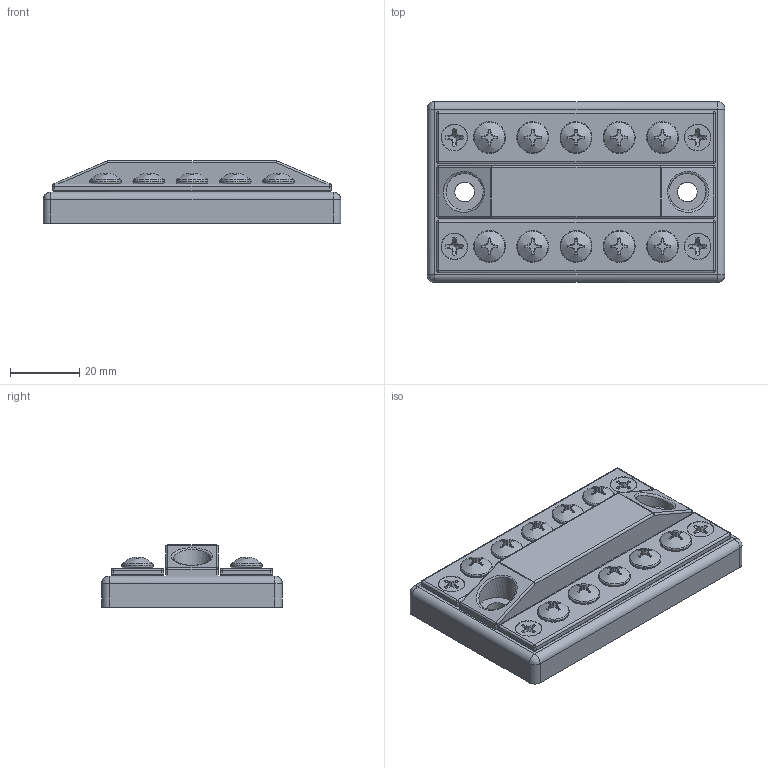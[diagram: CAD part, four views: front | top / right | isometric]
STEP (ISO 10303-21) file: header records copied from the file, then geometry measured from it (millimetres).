
FILE_DESCRIPTION(('FreeCAD Model'),'2;1');
FILE_NAME('Open CASCADE Shape Model','2025-05-03T05:02:02',('FreeCAD'),( 'FreeCAD'),'Open CASCADE STEP processor 7.6','FreeCAD','Unknown');
FILE_SCHEMA(('AUTOMOTIVE_DESIGN { 1 0 10303 214 1 1 1 1 }'));
Products named in the file (1): Open CASCADE STEP translator 7.6 1
Bounding box: 86.17 x 52.35 x 18.02 mm (x, y, z)
Volume: 54259.4 mm3; surface area: 25289.8 mm2
Topology: 17 solids, 17 shells, 1157 faces, 3130 edges, 2040 vertices
Faces by surface type: bspline 1157
Entity records: 67914 total; most frequent: CARTESIAN_POINT 50863, ORIENTED_EDGE 6252, EDGE_CURVE 3126, VERTEX_POINT 2040, B_SPLINE_CURVE_WITH_KNOTS 1614, FACE_BOUND 1254, EDGE_LOOP 1254, ADVANCED_FACE 1157
